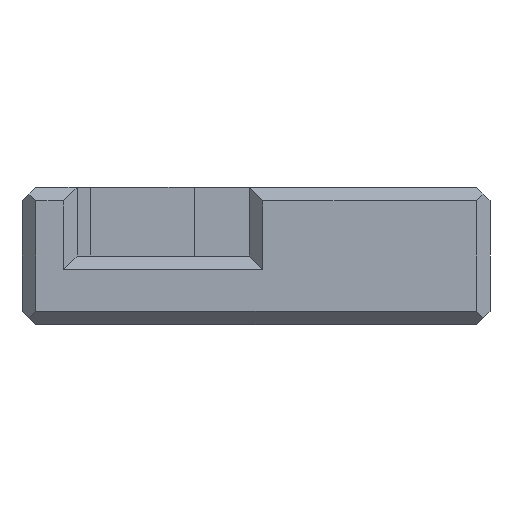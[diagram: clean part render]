
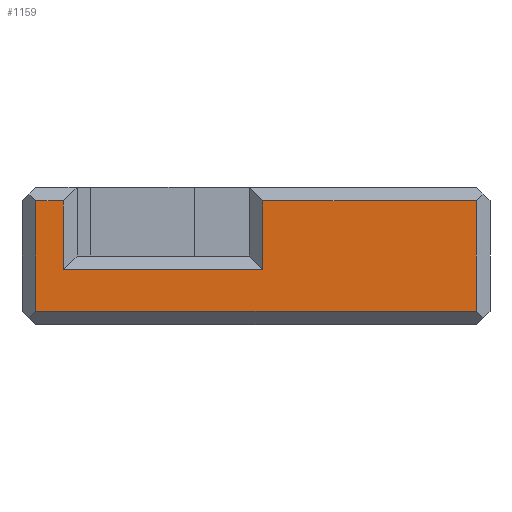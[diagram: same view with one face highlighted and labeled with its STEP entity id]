
A CAD part, front view. The second image highlights one B-rep face of the part: STEP entity #1159.
In plain terms, the highlighted planar face has unit normal (0, -1, 0).
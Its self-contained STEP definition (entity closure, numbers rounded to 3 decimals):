
#45=FACE_OUTER_BOUND('',#107,.T.);
#107=EDGE_LOOP('',(#858,#859,#860,#861,#862,#863,#864,#865));
#229=LINE('',#1762,#389);
#230=LINE('',#1764,#390);
#231=LINE('',#1766,#391);
#232=LINE('',#1768,#392);
#233=LINE('',#1770,#393);
#234=LINE('',#1772,#394);
#235=LINE('',#1774,#395);
#236=LINE('',#1775,#396);
#389=VECTOR('',#1417,14.5);
#390=VECTOR('',#1418,5.);
#391=VECTOR('',#1419,2.);
#392=VECTOR('',#1420,8.);
#393=VECTOR('',#1421,32.);
#394=VECTOR('',#1422,8.);
#395=VECTOR('',#1423,15.5);
#396=VECTOR('',#1424,5.);
#538=VERTEX_POINT('',#1760);
#539=VERTEX_POINT('',#1761);
#540=VERTEX_POINT('',#1763);
#541=VERTEX_POINT('',#1765);
#542=VERTEX_POINT('',#1767);
#543=VERTEX_POINT('',#1769);
#544=VERTEX_POINT('',#1771);
#545=VERTEX_POINT('',#1773);
#663=EDGE_CURVE('',#538,#539,#229,.T.);
#664=EDGE_CURVE('',#539,#540,#230,.T.);
#665=EDGE_CURVE('',#540,#541,#231,.T.);
#666=EDGE_CURVE('',#541,#542,#232,.T.);
#667=EDGE_CURVE('',#542,#543,#233,.T.);
#668=EDGE_CURVE('',#543,#544,#234,.T.);
#669=EDGE_CURVE('',#544,#545,#235,.T.);
#670=EDGE_CURVE('',#545,#538,#236,.T.);
#858=ORIENTED_EDGE('',*,*,#663,.T.);
#859=ORIENTED_EDGE('',*,*,#664,.T.);
#860=ORIENTED_EDGE('',*,*,#665,.T.);
#861=ORIENTED_EDGE('',*,*,#666,.T.);
#862=ORIENTED_EDGE('',*,*,#667,.T.);
#863=ORIENTED_EDGE('',*,*,#668,.T.);
#864=ORIENTED_EDGE('',*,*,#669,.T.);
#865=ORIENTED_EDGE('',*,*,#670,.T.);
#1099=PLANE('',#1241);
#1159=ADVANCED_FACE('',(#45),#1099,.T.);
#1241=AXIS2_PLACEMENT_3D('',#1759,#1415,#1416);
#1415=DIRECTION('center_axis',(0.,-1.,0.));
#1416=DIRECTION('ref_axis',(1.,0.,0.));
#1417=DIRECTION('',(-1.,0.,0.));
#1418=DIRECTION('',(0.,0.,1.));
#1419=DIRECTION('',(-1.,0.,0.));
#1420=DIRECTION('',(0.,0.,-1.));
#1421=DIRECTION('',(1.,0.,0.));
#1422=DIRECTION('',(0.,0.,1.));
#1423=DIRECTION('',(-1.,0.,0.));
#1424=DIRECTION('',(0.,0.,-1.));
#1759=CARTESIAN_POINT('Origin',(0.,-29.,12.));
#1760=CARTESIAN_POINT('',(0.5,-29.,4.));
#1761=CARTESIAN_POINT('',(-14.,-29.,4.));
#1762=CARTESIAN_POINT('',(0.5,-29.,4.));
#1763=CARTESIAN_POINT('',(-14.,-29.,9.));
#1764=CARTESIAN_POINT('',(-14.,-29.,4.));
#1765=CARTESIAN_POINT('',(-16.,-29.,9.));
#1766=CARTESIAN_POINT('',(-14.,-29.,9.));
#1767=CARTESIAN_POINT('',(-16.,-29.,1.));
#1768=CARTESIAN_POINT('',(-16.,-29.,9.));
#1769=CARTESIAN_POINT('',(16.,-29.,1.));
#1770=CARTESIAN_POINT('',(-16.,-29.,1.));
#1771=CARTESIAN_POINT('',(16.,-29.,9.));
#1772=CARTESIAN_POINT('',(16.,-29.,1.));
#1773=CARTESIAN_POINT('',(0.5,-29.,9.));
#1774=CARTESIAN_POINT('',(16.,-29.,9.));
#1775=CARTESIAN_POINT('',(0.5,-29.,9.));
